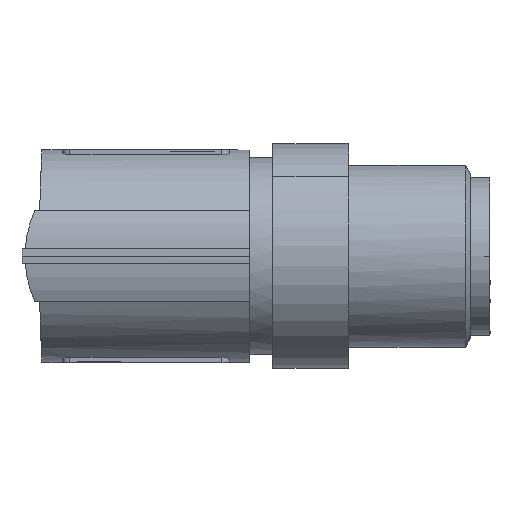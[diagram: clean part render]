
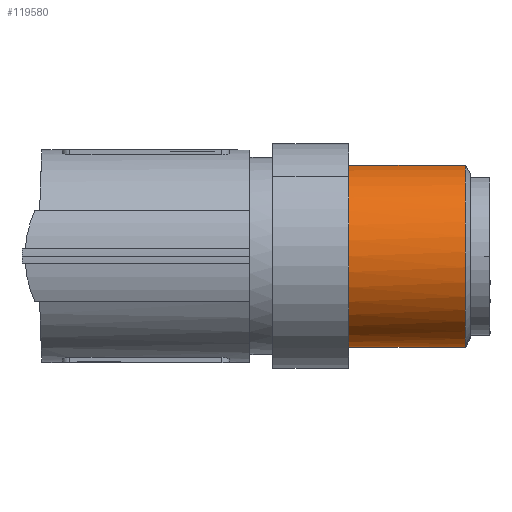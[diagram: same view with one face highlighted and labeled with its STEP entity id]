
A CAD part, left-side view. The second image highlights one B-rep face of the part: STEP entity #119580.
In plain terms, the highlighted cylindrical face has radius 6 mm (diameter 12 mm), a partial arc.
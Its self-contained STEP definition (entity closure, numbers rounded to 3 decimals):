
#56440=CARTESIAN_POINT('',(10.247,43.846,
212.75));
#56450=DIRECTION('',(-0.707,0.707,
0.));
#56460=DIRECTION('',(-0.707,-0.707,
0.));
#56470=AXIS2_PLACEMENT_3D('',#56440,#56450,#56460);
#56480=CIRCLE('',#56470,6.);
#56490=CARTESIAN_POINT('',(6.005,39.603,
212.75));
#56500=VERTEX_POINT('',#56490);
#56510=CARTESIAN_POINT('',(14.49,48.088,
212.75));
#56520=VERTEX_POINT('',#56510);
#56530=EDGE_CURVE('',#56500,#56520,#56480,.T.);
#56730=CARTESIAN_POINT('',(4.59,49.502,
212.75));
#56740=DIRECTION('',(-0.707,0.707,
0.));
#56750=DIRECTION('',(-0.707,-0.707,
0.));
#56760=AXIS2_PLACEMENT_3D('',#56730,#56740,#56750);
#56770=CYLINDRICAL_SURFACE('',#56760,6.);
#56780=CARTESIAN_POINT('',(8.833,53.745,
212.75));
#56790=DIRECTION('',(-0.707,0.707,
0.));
#56800=VECTOR('',#56790,1.);
#56810=LINE('',#56780,#56800);
#56820=CARTESIAN_POINT('',(9.057,53.521,
212.75));
#56830=VERTEX_POINT('',#56820);
#56840=EDGE_CURVE('',#56520,#56830,#56810,.T.);
#56860=CARTESIAN_POINT('',(4.815,49.278,
212.75));
#56870=DIRECTION('',(0.707,-0.707,
0.));
#56880=DIRECTION('',(0.683,0.683,
0.259));
#56890=AXIS2_PLACEMENT_3D('',#56860,#56870,#56880);
#56900=CIRCLE('',#56890,6.);
#56950=CARTESIAN_POINT('',(0.572,45.035,
212.75));
#56960=VERTEX_POINT('',#56950);
#56990=CARTESIAN_POINT('',(0.348,45.26,
212.75));
#57000=DIRECTION('',(-0.707,0.707,
0.));
#57010=VECTOR('',#57000,1.);
#57020=LINE('',#56990,#57010);
#57030=EDGE_CURVE('',#56500,#56960,#57020,.T.);
#57270=CARTESIAN_POINT('',(8.913,53.376,
214.303));
#57280=VERTEX_POINT('',#57270);
#57310=EDGE_CURVE('',#57280,#56960,#56900,.T.);
#115800=CARTESIAN_POINT('',(9.053,53.517,
213.012));
#115810=VERTEX_POINT('',#115800);
#115820=EDGE_CURVE('',#115810,#57280,#56900,.T.);
#115880=EDGE_CURVE('',#56830,#115810,#56900,.T.);
#119500=ORIENTED_EDGE('',*,*,#56840,.T.);
#119510=ORIENTED_EDGE('',*,*,#56530,.T.);
#119520=ORIENTED_EDGE('',*,*,#57030,.F.);
#119530=ORIENTED_EDGE('',*,*,#57310,.T.);
#119540=ORIENTED_EDGE('',*,*,#115820,.T.);
#119550=ORIENTED_EDGE('',*,*,#115880,.T.);
#119560=EDGE_LOOP('',(#119550,#119540,#119530,#119520,#119510,#119500));
#119570=FACE_OUTER_BOUND('',#119560,.T.);
#119580=ADVANCED_FACE('',(#119570),#56770,.T.);
